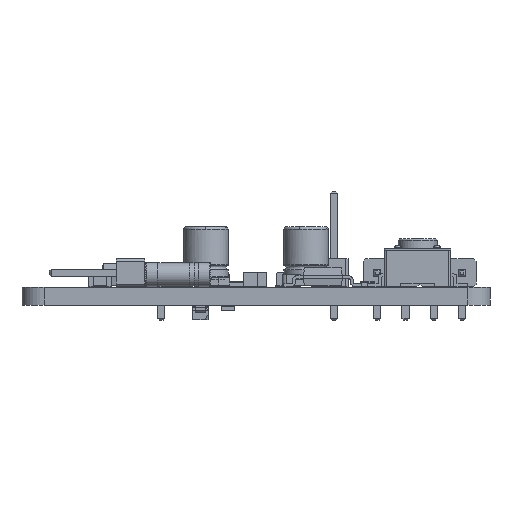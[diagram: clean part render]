
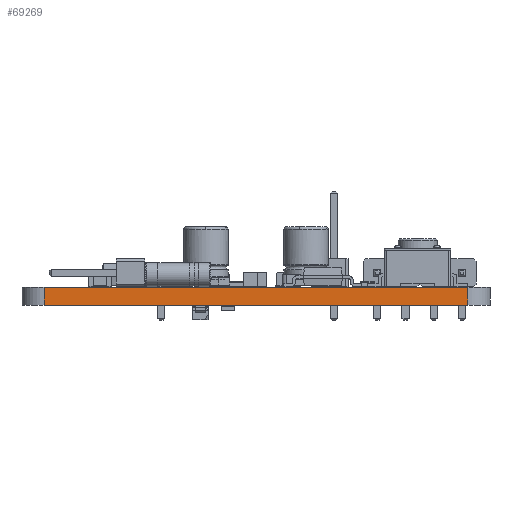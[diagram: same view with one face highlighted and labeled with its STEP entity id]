
A CAD part, left-side view. The second image highlights one B-rep face of the part: STEP entity #69269.
In plain terms, the highlighted planar face has unit normal (-1, 0, 0).
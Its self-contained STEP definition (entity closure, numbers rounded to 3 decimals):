
#69269 = ADVANCED_FACE('',(#69270),#69284,.F.);
#69270 = FACE_BOUND('',#69271,.F.);
#69271 = EDGE_LOOP('',(#69272,#69307,#69335,#69363));
#69272 = ORIENTED_EDGE('',*,*,#69273,.T.);
#69273 = EDGE_CURVE('',#69274,#69276,#69278,.T.);
#69274 = VERTEX_POINT('',#69275);
#69275 = CARTESIAN_POINT('',(5.,-10.,0.));
#69276 = VERTEX_POINT('',#69277);
#69277 = CARTESIAN_POINT('',(5.,-10.,1.6));
#69278 = SURFACE_CURVE('',#69279,(#69283,#69295),.PCURVE_S1.);
#69279 = LINE('',#69280,#69281);
#69280 = CARTESIAN_POINT('',(5.,-10.,0.));
#69281 = VECTOR('',#69282,1.);
#69282 = DIRECTION('',(0.,0.,1.));
#69283 = PCURVE('',#69284,#69289);
#69284 = PLANE('',#69285);
#69285 = AXIS2_PLACEMENT_3D('',#69286,#69287,#69288);
#69286 = CARTESIAN_POINT('',(5.,-10.,0.));
#69287 = DIRECTION('',(1.,0.,-0.));
#69288 = DIRECTION('',(0.,-1.,0.));
#69289 = DEFINITIONAL_REPRESENTATION('',(#69290),#69294);
#69290 = LINE('',#69291,#69292);
#69291 = CARTESIAN_POINT('',(0.,0.));
#69292 = VECTOR('',#69293,1.);
#69293 = DIRECTION('',(0.,-1.));
#69294 = ( GEOMETRIC_REPRESENTATION_CONTEXT(2) 
PARAMETRIC_REPRESENTATION_CONTEXT() REPRESENTATION_CONTEXT('2D SPACE',''
  ) );
#69295 = PCURVE('',#69296,#69301);
#69296 = CYLINDRICAL_SURFACE('',#69297,2.);
#69297 = AXIS2_PLACEMENT_3D('',#69298,#69299,#69300);
#69298 = CARTESIAN_POINT('',(7.,-10.,0.));
#69299 = DIRECTION('',(-0.,-0.,-1.));
#69300 = DIRECTION('',(1.,0.,-0.));
#69301 = DEFINITIONAL_REPRESENTATION('',(#69302),#69306);
#69302 = LINE('',#69303,#69304);
#69303 = CARTESIAN_POINT('',(-3.142,0.));
#69304 = VECTOR('',#69305,1.);
#69305 = DIRECTION('',(-0.,-1.));
#69306 = ( GEOMETRIC_REPRESENTATION_CONTEXT(2) 
PARAMETRIC_REPRESENTATION_CONTEXT() REPRESENTATION_CONTEXT('2D SPACE',''
  ) );
#69307 = ORIENTED_EDGE('',*,*,#69308,.T.);
#69308 = EDGE_CURVE('',#69276,#69309,#69311,.T.);
#69309 = VERTEX_POINT('',#69310);
#69310 = CARTESIAN_POINT('',(5.,-48.,1.6));
#69311 = SURFACE_CURVE('',#69312,(#69316,#69323),.PCURVE_S1.);
#69312 = LINE('',#69313,#69314);
#69313 = CARTESIAN_POINT('',(5.,-10.,1.6));
#69314 = VECTOR('',#69315,1.);
#69315 = DIRECTION('',(0.,-1.,0.));
#69316 = PCURVE('',#69284,#69317);
#69317 = DEFINITIONAL_REPRESENTATION('',(#69318),#69322);
#69318 = LINE('',#69319,#69320);
#69319 = CARTESIAN_POINT('',(0.,-1.6));
#69320 = VECTOR('',#69321,1.);
#69321 = DIRECTION('',(1.,0.));
#69322 = ( GEOMETRIC_REPRESENTATION_CONTEXT(2) 
PARAMETRIC_REPRESENTATION_CONTEXT() REPRESENTATION_CONTEXT('2D SPACE',''
  ) );
#69323 = PCURVE('',#69324,#69329);
#69324 = PLANE('',#69325);
#69325 = AXIS2_PLACEMENT_3D('',#69326,#69327,#69328);
#69326 = CARTESIAN_POINT('',(35.893,-28.911,1.6));
#69327 = DIRECTION('',(0.,0.,1.));
#69328 = DIRECTION('',(1.,0.,-0.));
#69329 = DEFINITIONAL_REPRESENTATION('',(#69330),#69334);
#69330 = LINE('',#69331,#69332);
#69331 = CARTESIAN_POINT('',(-30.893,18.911));
#69332 = VECTOR('',#69333,1.);
#69333 = DIRECTION('',(0.,-1.));
#69334 = ( GEOMETRIC_REPRESENTATION_CONTEXT(2) 
PARAMETRIC_REPRESENTATION_CONTEXT() REPRESENTATION_CONTEXT('2D SPACE',''
  ) );
#69335 = ORIENTED_EDGE('',*,*,#69336,.F.);
#69336 = EDGE_CURVE('',#69337,#69309,#69339,.T.);
#69337 = VERTEX_POINT('',#69338);
#69338 = CARTESIAN_POINT('',(5.,-48.,0.));
#69339 = SURFACE_CURVE('',#69340,(#69344,#69351),.PCURVE_S1.);
#69340 = LINE('',#69341,#69342);
#69341 = CARTESIAN_POINT('',(5.,-48.,0.));
#69342 = VECTOR('',#69343,1.);
#69343 = DIRECTION('',(0.,0.,1.));
#69344 = PCURVE('',#69284,#69345);
#69345 = DEFINITIONAL_REPRESENTATION('',(#69346),#69350);
#69346 = LINE('',#69347,#69348);
#69347 = CARTESIAN_POINT('',(38.,0.));
#69348 = VECTOR('',#69349,1.);
#69349 = DIRECTION('',(0.,-1.));
#69350 = ( GEOMETRIC_REPRESENTATION_CONTEXT(2) 
PARAMETRIC_REPRESENTATION_CONTEXT() REPRESENTATION_CONTEXT('2D SPACE',''
  ) );
#69351 = PCURVE('',#69352,#69357);
#69352 = CYLINDRICAL_SURFACE('',#69353,2.);
#69353 = AXIS2_PLACEMENT_3D('',#69354,#69355,#69356);
#69354 = CARTESIAN_POINT('',(7.,-48.,0.));
#69355 = DIRECTION('',(-0.,-0.,-1.));
#69356 = DIRECTION('',(1.,0.,-0.));
#69357 = DEFINITIONAL_REPRESENTATION('',(#69358),#69362);
#69358 = LINE('',#69359,#69360);
#69359 = CARTESIAN_POINT('',(-3.142,0.));
#69360 = VECTOR('',#69361,1.);
#69361 = DIRECTION('',(-0.,-1.));
#69362 = ( GEOMETRIC_REPRESENTATION_CONTEXT(2) 
PARAMETRIC_REPRESENTATION_CONTEXT() REPRESENTATION_CONTEXT('2D SPACE',''
  ) );
#69363 = ORIENTED_EDGE('',*,*,#69364,.F.);
#69364 = EDGE_CURVE('',#69274,#69337,#69365,.T.);
#69365 = SURFACE_CURVE('',#69366,(#69370,#69377),.PCURVE_S1.);
#69366 = LINE('',#69367,#69368);
#69367 = CARTESIAN_POINT('',(5.,-10.,0.));
#69368 = VECTOR('',#69369,1.);
#69369 = DIRECTION('',(0.,-1.,0.));
#69370 = PCURVE('',#69284,#69371);
#69371 = DEFINITIONAL_REPRESENTATION('',(#69372),#69376);
#69372 = LINE('',#69373,#69374);
#69373 = CARTESIAN_POINT('',(0.,0.));
#69374 = VECTOR('',#69375,1.);
#69375 = DIRECTION('',(1.,0.));
#69376 = ( GEOMETRIC_REPRESENTATION_CONTEXT(2) 
PARAMETRIC_REPRESENTATION_CONTEXT() REPRESENTATION_CONTEXT('2D SPACE',''
  ) );
#69377 = PCURVE('',#69378,#69383);
#69378 = PLANE('',#69379);
#69379 = AXIS2_PLACEMENT_3D('',#69380,#69381,#69382);
#69380 = CARTESIAN_POINT('',(35.893,-28.911,0.));
#69381 = DIRECTION('',(0.,0.,1.));
#69382 = DIRECTION('',(1.,0.,-0.));
#69383 = DEFINITIONAL_REPRESENTATION('',(#69384),#69388);
#69384 = LINE('',#69385,#69386);
#69385 = CARTESIAN_POINT('',(-30.893,18.911));
#69386 = VECTOR('',#69387,1.);
#69387 = DIRECTION('',(0.,-1.));
#69388 = ( GEOMETRIC_REPRESENTATION_CONTEXT(2) 
PARAMETRIC_REPRESENTATION_CONTEXT() REPRESENTATION_CONTEXT('2D SPACE',''
  ) );
